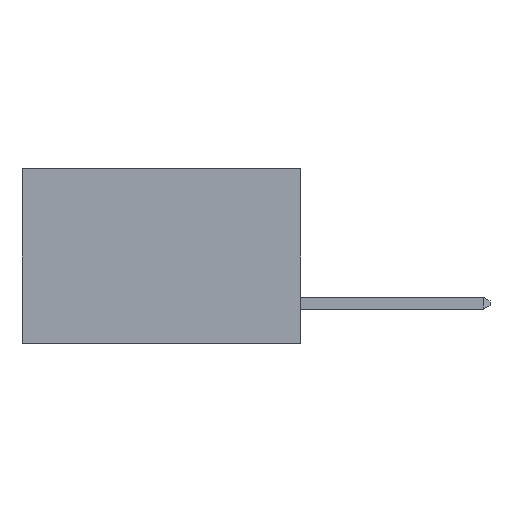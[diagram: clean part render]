
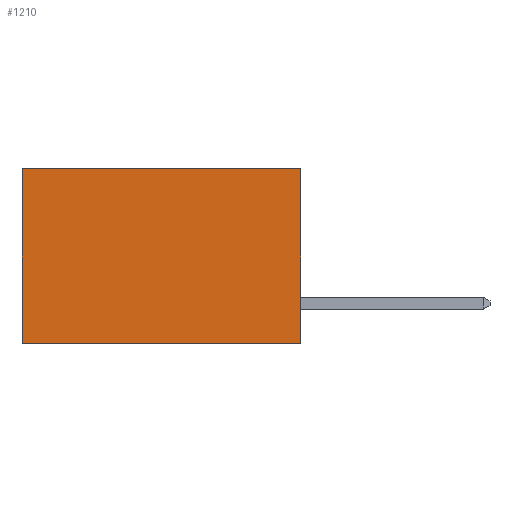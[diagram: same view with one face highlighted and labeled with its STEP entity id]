
A CAD part, left-side view. The second image highlights one B-rep face of the part: STEP entity #1210.
In plain terms, the highlighted planar face has unit normal (-1, 0, 0).
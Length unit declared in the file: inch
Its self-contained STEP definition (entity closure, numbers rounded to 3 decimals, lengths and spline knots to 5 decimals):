
#12 = DIRECTION ( 'NONE',  ( 0., 0., -1. ) ) ;
#107 = FACE_OUTER_BOUND ( 'NONE', #5475, .T. ) ;
#932 = DIRECTION ( 'NONE',  ( 0., 0., -1. ) ) ;
#956 = LINE ( 'NONE', #1010, #7644 ) ;
#1010 = CARTESIAN_POINT ( 'NONE',  ( 0.277, 0., -0.37 ) ) ;
#1210 = ADVANCED_FACE ( 'NONE', ( #107 ), #1269, .F. ) ;
#1236 = VECTOR ( 'NONE', #1581, 39.37008 ) ;
#1256 = DIRECTION ( 'NONE',  ( 0., 1., 0. ) ) ;
#1269 = PLANE ( 'NONE',  #4463 ) ;
#1319 = LINE ( 'NONE', #2170, #6338 ) ;
#1372 = CARTESIAN_POINT ( 'NONE',  ( 0.277, 0., -0.37 ) ) ;
#1476 = DIRECTION ( 'NONE',  ( 0., 1., 0. ) ) ;
#1484 = CARTESIAN_POINT ( 'NONE',  ( 0.277, 0., -0.37 ) ) ;
#1581 = DIRECTION ( 'NONE',  ( 0., 0., -1. ) ) ;
#1611 = CARTESIAN_POINT ( 'NONE',  ( 0.277, 0.59, -0.37 ) ) ;
#2155 = CARTESIAN_POINT ( 'NONE',  ( 0.277, 0.59, -0.37 ) ) ;
#2170 = CARTESIAN_POINT ( 'NONE',  ( 0.277, 0., -0.37 ) ) ;
#3135 = VERTEX_POINT ( 'NONE', #1372 ) ;
#3211 = EDGE_CURVE ( 'NONE', #4154, #3135, #956, .T. ) ;
#3266 = EDGE_CURVE ( 'NONE', #4154, #6805, #7277, .T. ) ;
#3499 = CARTESIAN_POINT ( 'NONE',  ( 0.277, 0.59, 0. ) ) ;
#4024 = ORIENTED_EDGE ( 'NONE', *, *, #6056, .T. ) ;
#4154 = VERTEX_POINT ( 'NONE', #4214 ) ;
#4214 = CARTESIAN_POINT ( 'NONE',  ( 0.277, 0., 0. ) ) ;
#4249 = CARTESIAN_POINT ( 'NONE',  ( 0.277, 0., 0. ) ) ;
#4300 = ORIENTED_EDGE ( 'NONE', *, *, #3211, .F. ) ;
#4463 = AXIS2_PLACEMENT_3D ( 'NONE', #1484, #7216, #12 ) ;
#5290 = VERTEX_POINT ( 'NONE', #2155 ) ;
#5475 = EDGE_LOOP ( 'NONE', ( #4024, #8259, #4300, #5601 ) ) ;
#5601 = ORIENTED_EDGE ( 'NONE', *, *, #3266, .T. ) ;
#6056 = EDGE_CURVE ( 'NONE', #6805, #5290, #7893, .T. ) ;
#6338 = VECTOR ( 'NONE', #1476, 39.37008 ) ;
#6805 = VERTEX_POINT ( 'NONE', #3499 ) ;
#7216 = DIRECTION ( 'NONE',  ( 1., 0., 0. ) ) ;
#7277 = LINE ( 'NONE', #4249, #7460 ) ;
#7460 = VECTOR ( 'NONE', #1256, 39.37008 ) ;
#7644 = VECTOR ( 'NONE', #932, 39.37008 ) ;
#7893 = LINE ( 'NONE', #1611, #1236 ) ;
#8130 = EDGE_CURVE ( 'NONE', #3135, #5290, #1319, .T. ) ;
#8259 = ORIENTED_EDGE ( 'NONE', *, *, #8130, .F. ) ;
